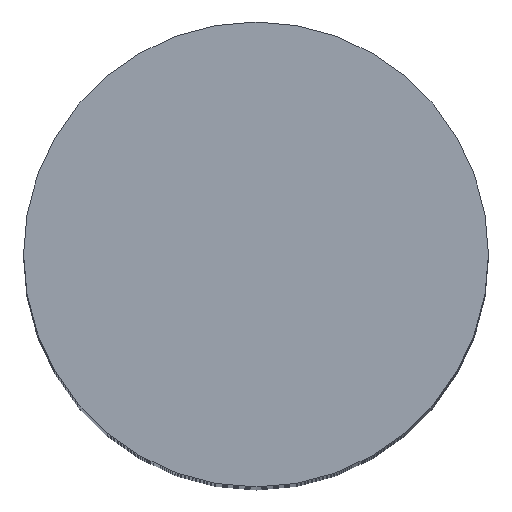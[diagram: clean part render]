
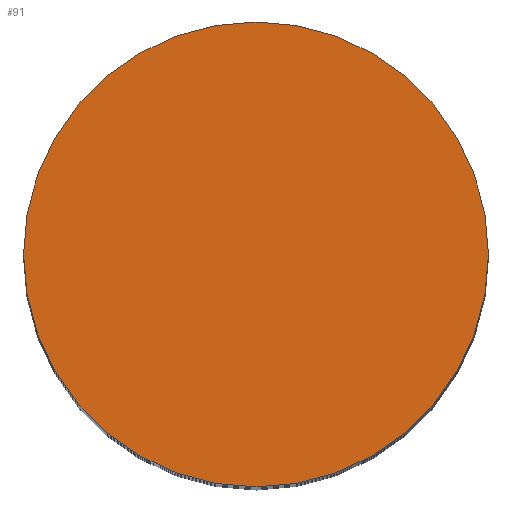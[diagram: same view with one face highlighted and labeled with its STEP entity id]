
A CAD part, top view. The second image highlights one B-rep face of the part: STEP entity #91.
In plain terms, the highlighted planar face has unit normal (0, 0, 1).
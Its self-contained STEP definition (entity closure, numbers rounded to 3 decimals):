
#91=ADVANCED_FACE('',(#111),#112,.T.);
#111=FACE_OUTER_BOUND('',#135,.T.);
#112=PLANE('',#136);
#135=EDGE_LOOP('',(#188,#189));
#136=AXIS2_PLACEMENT_3D('',#190,#191,#192);
#188=ORIENTED_EDGE('',*,*,#226,.T.);
#189=ORIENTED_EDGE('',*,*,#228,.T.);
#190=CARTESIAN_POINT('',(0.0,0.0,100.0));
#191=DIRECTION('',(0.0,0.0,1.0));
#192=DIRECTION('',(1.0,0.0,0.0));
#226=EDGE_CURVE('',#246,#250,#252,.T.);
#228=EDGE_CURVE('',#250,#246,#254,.T.);
#246=VERTEX_POINT('',#278);
#250=VERTEX_POINT('',#283);
#252=CIRCLE('',#286,20.0);
#254=CIRCLE('',#288,20.0);
#278=CARTESIAN_POINT('',(20.0,0.0,100.0));
#283=CARTESIAN_POINT('',(-20.0,0.,100.0));
#286=AXIS2_PLACEMENT_3D('',#320,#321,#322);
#288=AXIS2_PLACEMENT_3D('',#326,#327,#328);
#320=CARTESIAN_POINT('',(0.0,0.0,100.0));
#321=DIRECTION('',(0.0,0.0,1.0));
#322=DIRECTION('',(1.0,0.0,0.0));
#326=CARTESIAN_POINT('',(0.0,0.0,100.0));
#327=DIRECTION('',(0.0,0.0,1.0));
#328=DIRECTION('',(1.0,0.0,0.0));
